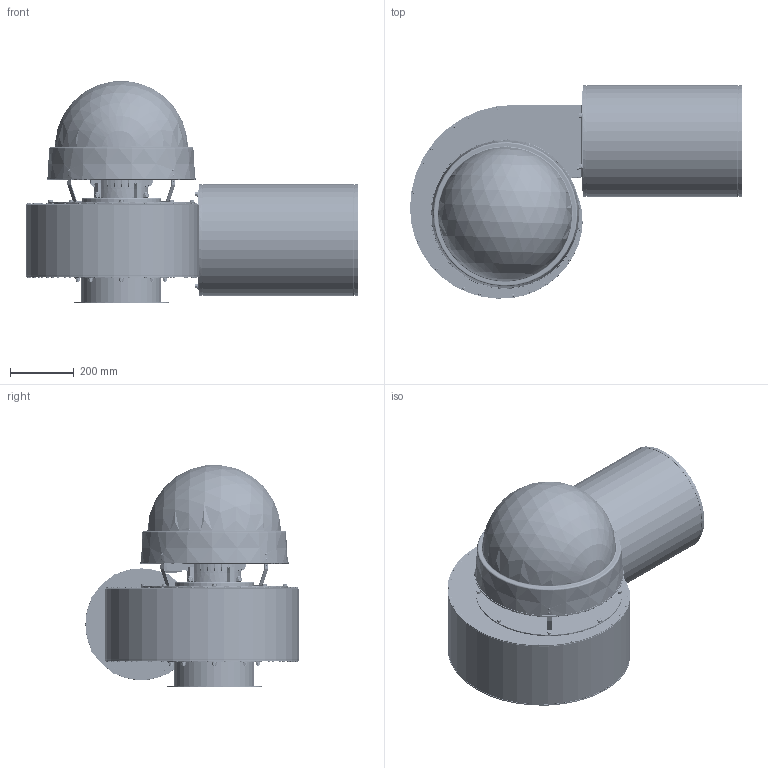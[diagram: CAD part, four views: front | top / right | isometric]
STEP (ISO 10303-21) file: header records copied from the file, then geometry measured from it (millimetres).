
FILE_DESCRIPTION(/* description */ ('807W19 WPA-10-D-N'),/* implementation_level */ '2;1');
FILE_NAME(/* name */ '807W19 WPA-10-D-N.stp',/* time_stamp */ '2022-05-11T13:10:16+02:00',/* author */ ('a.korpacki'),/* organization */ ('KLIMAWENT S.A.'),/* preprocessor_version */ 'ST-DEVELOPER v18.1',/* originating_system */ 'Autodesk Inventor 2021',/* authorisation */ '');
FILE_SCHEMA (('AUTOMOTIVE_DESIGN { 1 0 10303 214 3 1 1 }'));
Length unit declared in the file: millimetre
Products named in the file (1): ~~
Bounding box: 1043.6 x 670.36 x 697.5 mm (x, y, z)
Volume: 37066343.4 mm3; surface area: 4671979.1 mm2
Topology: 21 solids, 21 shells, 6333 faces, 16169 edges, 10603 vertices
Faces by surface type: plane 3420, cylinder 1161, bspline 1096, torus 346, cone 296, sphere 14
Full cylindrical faces by diameter (mm): 2.3 x6, 2.4 x8, 3 x28, 3.5 x16, 4 x85, 4.1 x2, 4.2 x82, 4.3 x8, 4.4 x24, 7.5 x2, 8 x111, 8.5 x8, 8.8 x2, 9 x16, 10.9 x2, 11.1 x6, 11.63 x12, 12 x8, 13 x4, 14.5 x4, 16 x4, 16.63 x4, 28 x1, 30 x1, 32 x1, 38 x1, 170 x1, 180 x1, 180.5 x1, 248 x1
Entity records: 217847 total; most frequent: CARTESIAN_POINT 63787, ORIENTED_EDGE 32304, DIRECTION 27610, EDGE_CURVE 16152, VERTEX_POINT 10603, AXIS2_PLACEMENT_3D 9472, LINE 8666, VECTOR 8666
